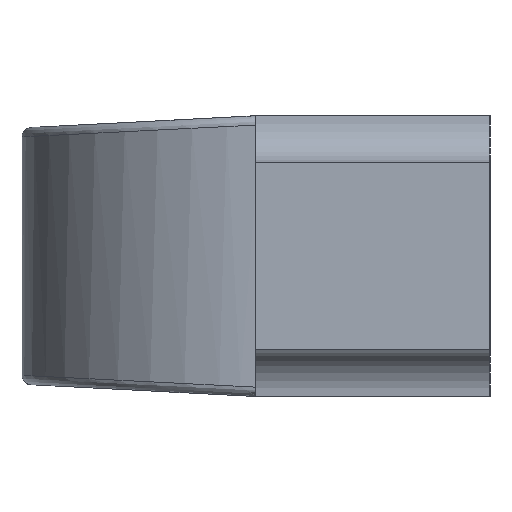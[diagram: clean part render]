
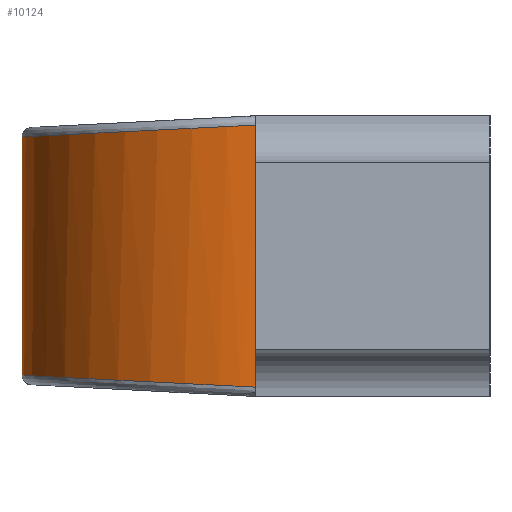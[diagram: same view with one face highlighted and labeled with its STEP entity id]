
A CAD part, left-side view. The second image highlights one B-rep face of the part: STEP entity #10124.
In plain terms, the highlighted cylindrical face has radius 0.51 mm (diameter 1.02 mm), a partial arc.
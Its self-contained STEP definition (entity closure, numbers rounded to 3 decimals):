
#217 = VERTEX_POINT ( 'NONE', #8618 ) ;
#326 = CARTESIAN_POINT ( 'NONE',  ( -0.34, 0.75, 0.6 ) ) ;
#1031 = CARTESIAN_POINT ( 'NONE',  ( -0.85, 0.24, 0.58 ) ) ;
#1143 = VERTEX_POINT ( 'NONE', #12123 ) ;
#1698 = EDGE_CURVE ( 'NONE', #217, #1143, #3876, .T. ) ;
#1792 = EDGE_CURVE ( 'NONE', #12423, #10911, #4409, .T. ) ;
#2938 = DIRECTION ( 'NONE',  ( 0., 0., -1. ) ) ;
#3163 = EDGE_LOOP ( 'NONE', ( #3809, #7504, #11268, #8774 ) ) ;
#3384 = LINE ( 'NONE', #7152, #13340 ) ;
#3809 = ORIENTED_EDGE ( 'NONE', *, *, #8909, .F. ) ;
#3876 =( BOUNDED_CURVE ( )  B_SPLINE_CURVE ( 3, ( #6369, #11462, #11739, #4061 ),
 .UNSPECIFIED., .F., .F. ) 
 B_SPLINE_CURVE_WITH_KNOTS ( ( 4, 4 ),
 ( 3.142, 4.712 ),
 .UNSPECIFIED. ) 
 CURVE ( )  GEOMETRIC_REPRESENTATION_ITEM ( )  RATIONAL_B_SPLINE_CURVE ( ( 1., 0.805, 0.805, 1. ) ) 
 REPRESENTATION_ITEM ( '' )  );
#3975 = DIRECTION ( 'NONE',  ( -1., 0., 0. ) ) ;
#4061 = CARTESIAN_POINT ( 'NONE',  ( -0.85, 0.24, 0.02 ) ) ;
#4226 = CYLINDRICAL_SURFACE ( 'NONE', #13813, 0.51 ) ;
#4273 = CARTESIAN_POINT ( 'NONE',  ( -0.639, 0.75, 0.555 ) ) ;
#4409 =( BOUNDED_CURVE ( )  B_SPLINE_CURVE ( 3, ( #1031, #13835, #4273, #8595 ),
 .UNSPECIFIED., .F., .F. ) 
 B_SPLINE_CURVE_WITH_KNOTS ( ( 4, 4 ),
 ( 4.712, 6.283 ),
 .UNSPECIFIED. ) 
 CURVE ( )  GEOMETRIC_REPRESENTATION_ITEM ( )  RATIONAL_B_SPLINE_CURVE ( ( 1., 0.805, 0.805, 1. ) ) 
 REPRESENTATION_ITEM ( '' )  );
#4764 = CARTESIAN_POINT ( 'NONE',  ( -0.34, 0.24, 0.6 ) ) ;
#6369 = CARTESIAN_POINT ( 'NONE',  ( -0.34, 0.75, 0.045 ) ) ;
#6435 = DIRECTION ( 'NONE',  ( 0., 0., -1. ) ) ;
#7152 = CARTESIAN_POINT ( 'NONE',  ( -0.85, 0.24, 0.6 ) ) ;
#7504 = ORIENTED_EDGE ( 'NONE', *, *, #1792, .T. ) ;
#8595 = CARTESIAN_POINT ( 'NONE',  ( -0.34, 0.75, 0.555 ) ) ;
#8618 = CARTESIAN_POINT ( 'NONE',  ( -0.34, 0.75, 0.045 ) ) ;
#8774 = ORIENTED_EDGE ( 'NONE', *, *, #1698, .T. ) ;
#8909 = EDGE_CURVE ( 'NONE', #12423, #1143, #3384, .T. ) ;
#10124 = ADVANCED_FACE ( 'NONE', ( #13789 ), #4226, .T. ) ;
#10906 = LINE ( 'NONE', #326, #13031 ) ;
#10911 = VERTEX_POINT ( 'NONE', #12478 ) ;
#11145 = EDGE_CURVE ( 'NONE', #10911, #217, #10906, .T. ) ;
#11175 = DIRECTION ( 'NONE',  ( 0., 0., -1. ) ) ;
#11268 = ORIENTED_EDGE ( 'NONE', *, *, #11145, .T. ) ;
#11462 = CARTESIAN_POINT ( 'NONE',  ( -0.639, 0.75, 0.045 ) ) ;
#11501 = CARTESIAN_POINT ( 'NONE',  ( -0.85, 0.24, 0.58 ) ) ;
#11739 = CARTESIAN_POINT ( 'NONE',  ( -0.85, 0.539, 0.035 ) ) ;
#12123 = CARTESIAN_POINT ( 'NONE',  ( -0.85, 0.24, 0.02 ) ) ;
#12423 = VERTEX_POINT ( 'NONE', #11501 ) ;
#12478 = CARTESIAN_POINT ( 'NONE',  ( -0.34, 0.75, 0.555 ) ) ;
#13031 = VECTOR ( 'NONE', #6435, 1000. ) ;
#13340 = VECTOR ( 'NONE', #2938, 1000. ) ;
#13789 = FACE_OUTER_BOUND ( 'NONE', #3163, .T. ) ;
#13813 = AXIS2_PLACEMENT_3D ( 'NONE', #4764, #11175, #3975 ) ;
#13835 = CARTESIAN_POINT ( 'NONE',  ( -0.85, 0.539, 0.565 ) ) ;
